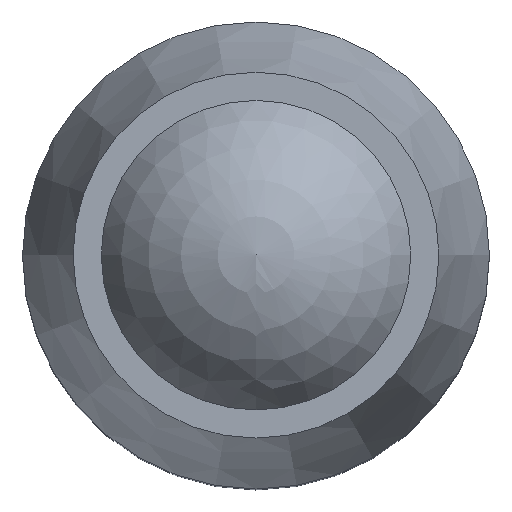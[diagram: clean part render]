
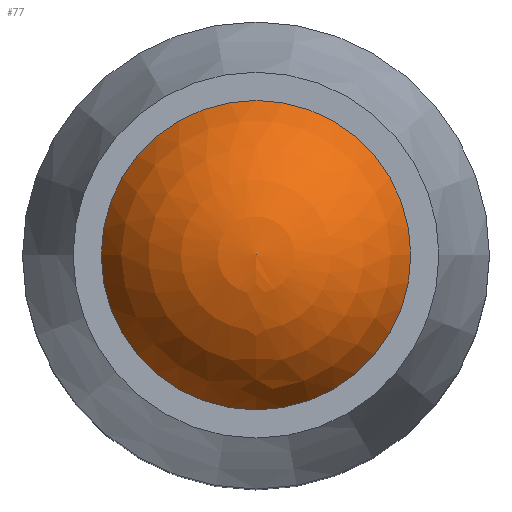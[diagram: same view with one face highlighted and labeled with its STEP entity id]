
A CAD part, top view. The second image highlights one B-rep face of the part: STEP entity #77.
In plain terms, the highlighted spherical face has radius 4.365 mm.
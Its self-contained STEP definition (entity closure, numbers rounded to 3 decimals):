
#77 = ADVANCED_FACE( '', ( #155, #156 ), #157, .T. );
#155 = FACE_BOUND( '', #226, .T. );
#156 = FACE_OUTER_BOUND( '', #227, .T. );
#157 = SPHERICAL_SURFACE( '', #228, 4.366 );
#226 = VERTEX_LOOP( '', #369 );
#227 = EDGE_LOOP( '', ( #370 ) );
#228 = AXIS2_PLACEMENT_3D( '', #371, #372, #373 );
#369 = VERTEX_POINT( '', #435 );
#370 = ORIENTED_EDGE( '', *, *, #428, .T. );
#371 = CARTESIAN_POINT( '', ( 0., 0., 18.88 ) );
#372 = DIRECTION( '', ( 0., 0., 1. ) );
#373 = DIRECTION( '', ( 0., -1., 0. ) );
#428 = EDGE_CURVE( '', #505, #505, #506, .T. );
#435 = CARTESIAN_POINT( '', ( 0., 0., 23.246 ) );
#505 = VERTEX_POINT( '', #605 );
#506 = CIRCLE( '', #606, 3.977 );
#605 = CARTESIAN_POINT( '', ( 3.977, 0., 20.68 ) );
#606 = AXIS2_PLACEMENT_3D( '', #668, #669, #670 );
#668 = CARTESIAN_POINT( '', ( 0., 0., 20.68 ) );
#669 = DIRECTION( '', ( 0., 0., 1. ) );
#670 = DIRECTION( '', ( 1., 0., 0. ) );
